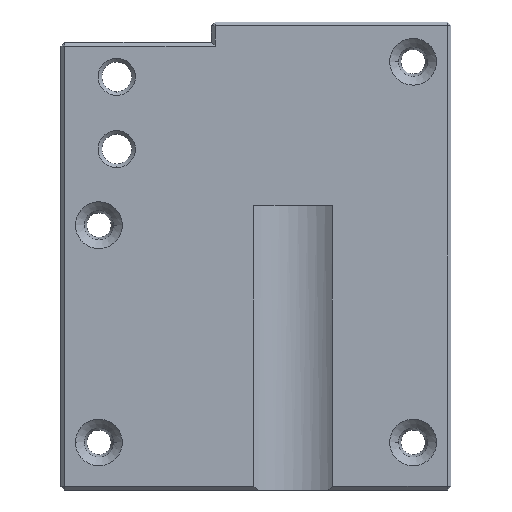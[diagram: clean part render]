
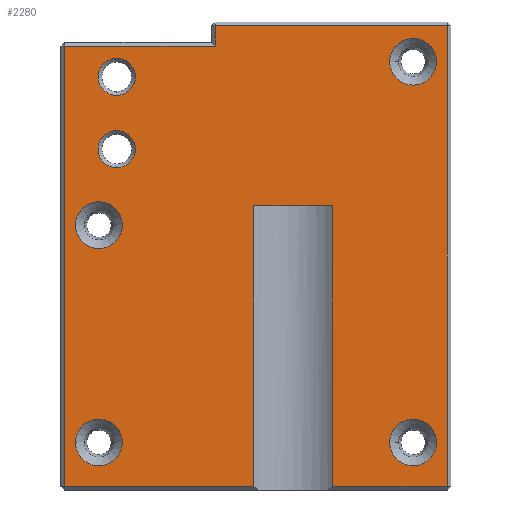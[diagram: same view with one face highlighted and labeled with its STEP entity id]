
A CAD part, front view. The second image highlights one B-rep face of the part: STEP entity #2280.
In plain terms, the highlighted planar face has unit normal (0, -1, 0).
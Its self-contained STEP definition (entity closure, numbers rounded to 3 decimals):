
#464=DIRECTION('',(0.,0.,-1.));
#465=VECTOR('',#464,124.);
#466=CARTESIAN_POINT('',(-168.5,-303.,-164.5));
#467=LINE('',#466,#465);
#500=DIRECTION('',(-1.,0.,0.));
#501=VECTOR('',#500,30.917);
#502=CARTESIAN_POINT('',(-168.5,-303.,-288.5));
#503=LINE('',#502,#501);
#521=DIRECTION('',(0.,0.,-1.));
#522=VECTOR('',#521,75.5);
#523=CARTESIAN_POINT('',(-220.583,-303.,-213.));
#524=LINE('',#523,#522);
#528=DIRECTION('',(0.,0.,1.));
#529=VECTOR('',#528,75.5);
#530=CARTESIAN_POINT('',(-199.417,-303.,-288.5));
#531=LINE('',#530,#529);
#535=DIRECTION('',(1.,0.,0.));
#536=VECTOR('',#535,21.166);
#537=CARTESIAN_POINT('',(-220.583,-303.,-213.));
#538=LINE('',#537,#536);
#542=CARTESIAN_POINT('',(-257.5,-303.,-197.75));
#543=DIRECTION('',(0.,1.,0.));
#544=DIRECTION('',(1.,0.,0.));
#545=AXIS2_PLACEMENT_3D('',#542,#543,#544);
#550=CARTESIAN_POINT('',(-257.5,-303.,-197.75));
#551=DIRECTION('',(0.,1.,0.));
#552=DIRECTION('',(0.,0.,1.));
#553=AXIS2_PLACEMENT_3D('',#550,#551,#552);
#558=CARTESIAN_POINT('',(-257.5,-303.,-197.75));
#559=DIRECTION('',(0.,1.,0.));
#560=DIRECTION('',(-1.,0.,0.));
#561=AXIS2_PLACEMENT_3D('',#558,#559,#560);
#566=CARTESIAN_POINT('',(-257.5,-303.,-197.75));
#567=DIRECTION('',(0.,1.,0.));
#568=DIRECTION('',(0.,0.,-1.));
#569=AXIS2_PLACEMENT_3D('',#566,#567,#568);
#574=CARTESIAN_POINT('',(-257.5,-303.,-178.25));
#575=DIRECTION('',(0.,1.,0.));
#576=DIRECTION('',(1.,0.,0.));
#577=AXIS2_PLACEMENT_3D('',#574,#575,#576);
#582=CARTESIAN_POINT('',(-257.5,-303.,-178.25));
#583=DIRECTION('',(0.,1.,0.));
#584=DIRECTION('',(0.,0.,1.));
#585=AXIS2_PLACEMENT_3D('',#582,#583,#584);
#590=CARTESIAN_POINT('',(-257.5,-303.,-178.25));
#591=DIRECTION('',(0.,1.,0.));
#592=DIRECTION('',(-1.,0.,0.));
#593=AXIS2_PLACEMENT_3D('',#590,#591,#592);
#598=CARTESIAN_POINT('',(-257.5,-303.,-178.25));
#599=DIRECTION('',(0.,1.,0.));
#600=DIRECTION('',(0.,0.,-1.));
#601=AXIS2_PLACEMENT_3D('',#598,#599,#600);
#606=CARTESIAN_POINT('',(-177.7,-303.,-174.2));
#607=DIRECTION('',(0.,1.,0.));
#608=DIRECTION('',(-1.,0.,0.));
#609=AXIS2_PLACEMENT_3D('',#606,#607,#608);
#614=CARTESIAN_POINT('',(-177.7,-303.,-174.2));
#615=DIRECTION('',(0.,1.,0.));
#616=DIRECTION('',(1.,0.,0.));
#617=AXIS2_PLACEMENT_3D('',#614,#615,#616);
#622=CARTESIAN_POINT('',(-177.7,-303.,-276.7));
#623=DIRECTION('',(0.,1.,0.));
#624=DIRECTION('',(-1.,0.,0.));
#625=AXIS2_PLACEMENT_3D('',#622,#623,#624);
#630=CARTESIAN_POINT('',(-177.7,-303.,-276.7));
#631=DIRECTION('',(0.,1.,0.));
#632=DIRECTION('',(1.,0.,0.));
#633=AXIS2_PLACEMENT_3D('',#630,#631,#632);
#638=CARTESIAN_POINT('',(-262.3,-303.,-276.7));
#639=DIRECTION('',(0.,1.,0.));
#640=DIRECTION('',(-1.,0.,0.));
#641=AXIS2_PLACEMENT_3D('',#638,#639,#640);
#646=CARTESIAN_POINT('',(-262.3,-303.,-276.7));
#647=DIRECTION('',(0.,1.,0.));
#648=DIRECTION('',(1.,0.,0.));
#649=AXIS2_PLACEMENT_3D('',#646,#647,#648);
#654=CARTESIAN_POINT('',(-262.3,-303.,-218.2));
#655=DIRECTION('',(0.,1.,0.));
#656=DIRECTION('',(-1.,0.,0.));
#657=AXIS2_PLACEMENT_3D('',#654,#655,#656);
#662=CARTESIAN_POINT('',(-262.3,-303.,-218.2));
#663=DIRECTION('',(0.,1.,0.));
#664=DIRECTION('',(1.,0.,0.));
#665=AXIS2_PLACEMENT_3D('',#662,#663,#664);
#681=CARTESIAN_POINT('',(-220.583,-303.,-288.5));
#693=DIRECTION('',(-1.,0.,0.));
#694=VECTOR('',#693,50.917);
#695=CARTESIAN_POINT('',(-220.583,-303.,-288.5));
#696=LINE('',#695,#694);
#743=DIRECTION('',(0.,0.,1.));
#744=VECTOR('',#743,118.5);
#745=CARTESIAN_POINT('',(-271.5,-303.,-288.5));
#746=LINE('',#745,#744);
#813=DIRECTION('',(1.,0.,0.));
#814=VECTOR('',#813,40.5);
#815=CARTESIAN_POINT('',(-271.5,-303.,-170.));
#816=LINE('',#815,#814);
#820=DIRECTION('',(0.,0.,1.));
#821=VECTOR('',#820,5.5);
#822=CARTESIAN_POINT('',(-231.,-303.,-170.));
#823=LINE('',#822,#821);
#855=DIRECTION('',(1.,0.,0.));
#856=VECTOR('',#855,62.5);
#857=CARTESIAN_POINT('',(-231.,-303.,-164.5));
#858=LINE('',#857,#856);
#1568=VERTEX_POINT('',#681);
#1569=CARTESIAN_POINT('',(-271.5,-303.,-288.5));
#1570=VERTEX_POINT('',#1569);
#1585=CARTESIAN_POINT('',(-199.417,-303.,-288.5));
#1586=CARTESIAN_POINT('',(-199.417,-303.,-213.));
#1587=VERTEX_POINT('',#1585);
#1588=VERTEX_POINT('',#1586);
#1589=CARTESIAN_POINT('',(-168.5,-303.,-288.5));
#1590=VERTEX_POINT('',#1589);
#1591=CARTESIAN_POINT('',(-168.5,-303.,-164.5));
#1592=VERTEX_POINT('',#1591);
#1593=CARTESIAN_POINT('',(-231.,-303.,-164.5));
#1594=VERTEX_POINT('',#1593);
#1595=CARTESIAN_POINT('',(-231.,-303.,-170.));
#1596=VERTEX_POINT('',#1595);
#1597=CARTESIAN_POINT('',(-271.5,-303.,-170.));
#1598=VERTEX_POINT('',#1597);
#1599=CARTESIAN_POINT('',(-220.583,-303.,-213.));
#1600=VERTEX_POINT('',#1599);
#1682=CARTESIAN_POINT('',(-268.6,-303.,-218.2));
#1684=VERTEX_POINT('',#1682);
#1686=CARTESIAN_POINT('',(-256.,-303.,-218.2));
#1688=VERTEX_POINT('',#1686);
#1690=CARTESIAN_POINT('',(-268.6,-303.,-276.7));
#1692=VERTEX_POINT('',#1690);
#1694=CARTESIAN_POINT('',(-256.,-303.,-276.7));
#1696=VERTEX_POINT('',#1694);
#1698=CARTESIAN_POINT('',(-184.,-303.,-276.7));
#1700=VERTEX_POINT('',#1698);
#1702=CARTESIAN_POINT('',(-171.4,-303.,-276.7));
#1704=VERTEX_POINT('',#1702);
#1706=CARTESIAN_POINT('',(-184.,-303.,-174.2));
#1708=VERTEX_POINT('',#1706);
#1710=CARTESIAN_POINT('',(-171.4,-303.,-174.2));
#1712=VERTEX_POINT('',#1710);
#1714=CARTESIAN_POINT('',(-257.5,-303.,-183.25));
#1716=VERTEX_POINT('',#1714);
#1718=CARTESIAN_POINT('',(-257.5,-303.,-173.25));
#1720=VERTEX_POINT('',#1718);
#1721=CARTESIAN_POINT('',(-252.5,-303.,-178.25));
#1722=VERTEX_POINT('',#1721);
#1723=CARTESIAN_POINT('',(-262.5,-303.,-178.25));
#1724=VERTEX_POINT('',#1723);
#1738=CARTESIAN_POINT('',(-257.5,-303.,-202.75));
#1740=VERTEX_POINT('',#1738);
#1742=CARTESIAN_POINT('',(-257.5,-303.,-192.75));
#1744=VERTEX_POINT('',#1742);
#1745=CARTESIAN_POINT('',(-252.5,-303.,-197.75));
#1746=VERTEX_POINT('',#1745);
#1747=CARTESIAN_POINT('',(-262.5,-303.,-197.75));
#1748=VERTEX_POINT('',#1747);
#2213=CARTESIAN_POINT('',(-273.,-303.,-221.5));
#2214=DIRECTION('',(0.,-1.,0.));
#2215=DIRECTION('',(0.,0.,1.));
#2216=AXIS2_PLACEMENT_3D('',#2213,#2214,#2215);
#2217=PLANE('',#2216);
#2218=ORIENTED_EDGE('',*,*,#2194,.T.);
#2220=ORIENTED_EDGE('',*,*,#2219,.F.);
#2221=ORIENTED_EDGE('',*,*,#2190,.T.);
#2223=ORIENTED_EDGE('',*,*,#2222,.T.);
#2225=ORIENTED_EDGE('',*,*,#2224,.T.);
#2227=ORIENTED_EDGE('',*,*,#2226,.T.);
#2229=ORIENTED_EDGE('',*,*,#2228,.T.);
#2231=ORIENTED_EDGE('',*,*,#2230,.T.);
#2232=ORIENTED_EDGE('',*,*,#2129,.T.);
#2233=ORIENTED_EDGE('',*,*,#2170,.T.);
#2234=EDGE_LOOP('',(#2218,#2220,#2221,#2223,#2225,#2227,#2229,#2231,#2232,
#2233));
#2235=FACE_OUTER_BOUND('',#2234,.F.);
#2237=ORIENTED_EDGE('',*,*,#2236,.F.);
#2239=ORIENTED_EDGE('',*,*,#2238,.F.);
#2241=ORIENTED_EDGE('',*,*,#2240,.F.);
#2243=ORIENTED_EDGE('',*,*,#2242,.F.);
#2244=EDGE_LOOP('',(#2237,#2239,#2241,#2243));
#2245=FACE_BOUND('',#2244,.F.);
#2247=ORIENTED_EDGE('',*,*,#2246,.F.);
#2249=ORIENTED_EDGE('',*,*,#2248,.F.);
#2251=ORIENTED_EDGE('',*,*,#2250,.F.);
#2253=ORIENTED_EDGE('',*,*,#2252,.F.);
#2254=EDGE_LOOP('',(#2247,#2249,#2251,#2253));
#2255=FACE_BOUND('',#2254,.F.);
#2257=ORIENTED_EDGE('',*,*,#2256,.F.);
#2259=ORIENTED_EDGE('',*,*,#2258,.F.);
#2260=EDGE_LOOP('',(#2257,#2259));
#2261=FACE_BOUND('',#2260,.F.);
#2263=ORIENTED_EDGE('',*,*,#2262,.F.);
#2265=ORIENTED_EDGE('',*,*,#2264,.F.);
#2266=EDGE_LOOP('',(#2263,#2265));
#2267=FACE_BOUND('',#2266,.F.);
#2269=ORIENTED_EDGE('',*,*,#2268,.F.);
#2271=ORIENTED_EDGE('',*,*,#2270,.F.);
#2272=EDGE_LOOP('',(#2269,#2271));
#2273=FACE_BOUND('',#2272,.F.);
#2275=ORIENTED_EDGE('',*,*,#2274,.F.);
#2277=ORIENTED_EDGE('',*,*,#2276,.F.);
#2278=EDGE_LOOP('',(#2275,#2277));
#2279=FACE_BOUND('',#2278,.F.);
#546=CIRCLE('',#545,5.);
#554=CIRCLE('',#553,5.);
#562=CIRCLE('',#561,5.);
#570=CIRCLE('',#569,5.);
#578=CIRCLE('',#577,5.);
#586=CIRCLE('',#585,5.);
#594=CIRCLE('',#593,5.);
#602=CIRCLE('',#601,5.);
#610=CIRCLE('',#609,6.3);
#618=CIRCLE('',#617,6.3);
#626=CIRCLE('',#625,6.3);
#634=CIRCLE('',#633,6.3);
#642=CIRCLE('',#641,6.3);
#650=CIRCLE('',#649,6.3);
#658=CIRCLE('',#657,6.3);
#666=CIRCLE('',#665,6.3);
#2129=EDGE_CURVE('',#1592,#1590,#467,.T.);
#2170=EDGE_CURVE('',#1590,#1587,#503,.T.);
#2190=EDGE_CURVE('',#1600,#1568,#524,.T.);
#2194=EDGE_CURVE('',#1587,#1588,#531,.T.);
#2219=EDGE_CURVE('',#1600,#1588,#538,.T.);
#2222=EDGE_CURVE('',#1568,#1570,#696,.T.);
#2224=EDGE_CURVE('',#1570,#1598,#746,.T.);
#2226=EDGE_CURVE('',#1598,#1596,#816,.T.);
#2228=EDGE_CURVE('',#1596,#1594,#823,.T.);
#2230=EDGE_CURVE('',#1594,#1592,#858,.T.);
#2236=EDGE_CURVE('',#1746,#1740,#546,.T.);
#2238=EDGE_CURVE('',#1744,#1746,#554,.T.);
#2240=EDGE_CURVE('',#1748,#1744,#562,.T.);
#2242=EDGE_CURVE('',#1740,#1748,#570,.T.);
#2246=EDGE_CURVE('',#1722,#1716,#578,.T.);
#2248=EDGE_CURVE('',#1720,#1722,#586,.T.);
#2250=EDGE_CURVE('',#1724,#1720,#594,.T.);
#2252=EDGE_CURVE('',#1716,#1724,#602,.T.);
#2256=EDGE_CURVE('',#1708,#1712,#610,.T.);
#2258=EDGE_CURVE('',#1712,#1708,#618,.T.);
#2262=EDGE_CURVE('',#1700,#1704,#626,.T.);
#2264=EDGE_CURVE('',#1704,#1700,#634,.T.);
#2268=EDGE_CURVE('',#1692,#1696,#642,.T.);
#2270=EDGE_CURVE('',#1696,#1692,#650,.T.);
#2274=EDGE_CURVE('',#1684,#1688,#658,.T.);
#2276=EDGE_CURVE('',#1688,#1684,#666,.T.);
#2280=ADVANCED_FACE('',(#2235,#2245,#2255,#2261,#2267,#2273,#2279),#2217,.T.);
